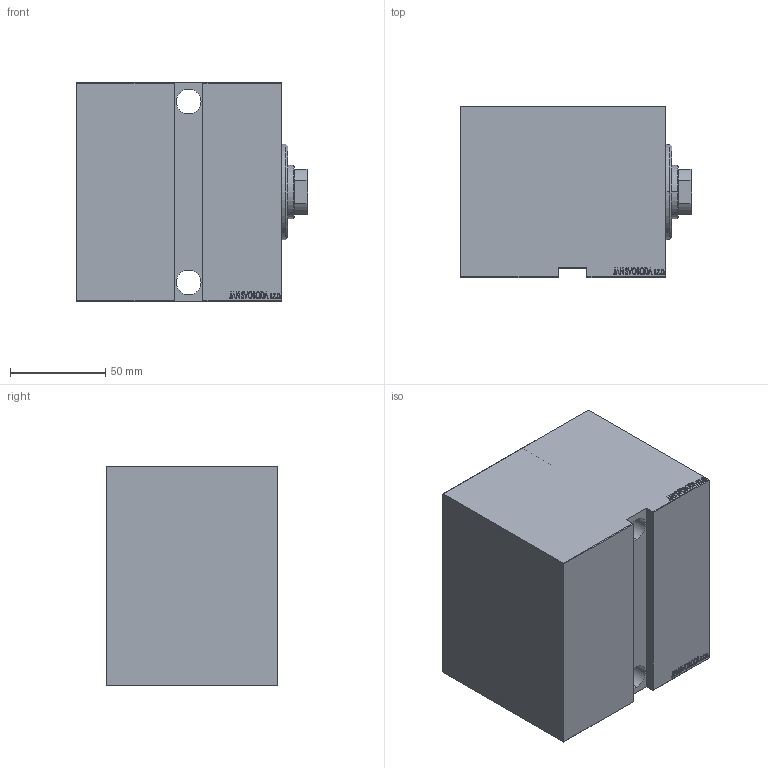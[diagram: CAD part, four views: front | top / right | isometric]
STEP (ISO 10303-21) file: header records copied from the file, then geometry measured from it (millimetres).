
FILE_DESCRIPTION (( 'STEP AP203' ), '1' );
FILE_NAME ('a48e.STEP', '2021-03-18T20:28:46', ( '' ), ( '' ), 'SwSTEP 2.0', 'SolidWorks 2019', '' );
FILE_SCHEMA (( 'CONFIG_CONTROL_DESIGN' ));
Length unit declared in the file: millimetre
Products named in the file (4): V450CM_E 9d9dfdd5c2f913c61759c5763a02347f; a48e; V450CM_E_VCP 9d9dfdd5c2f913c61759c5763a02347f; V450CM_VC_B 9d9dfdd5c2f913c61759c5763a02347f
Assembly tree (3 placements, depth 2):
  a48e
    V450CM_E 9d9dfdd5c2f913c61759c5763a02347f
    V450CM_E_VCP 9d9dfdd5c2f913c61759c5763a02347f
    V450CM_VC_B 9d9dfdd5c2f913c61759c5763a02347f
Bounding box: 121.5 x 90 x 115 mm (x, y, z)
Volume: 975539.5 mm3; surface area: 125711.8 mm2
Topology: 3 solids, 3 shells, 833 faces, 2148 edges, 1425 vertices
Faces by surface type: plane 405, bspline 380, cylinder 34, cone 14
Entity records: 42458 total; most frequent: CARTESIAN_POINT 24270, ORIENTED_EDGE 4292, DIRECTION 2380, EDGE_CURVE 2146, VERTEX_POINT 1425, LINE 1294, VECTOR 1294, EDGE_LOOP 945
